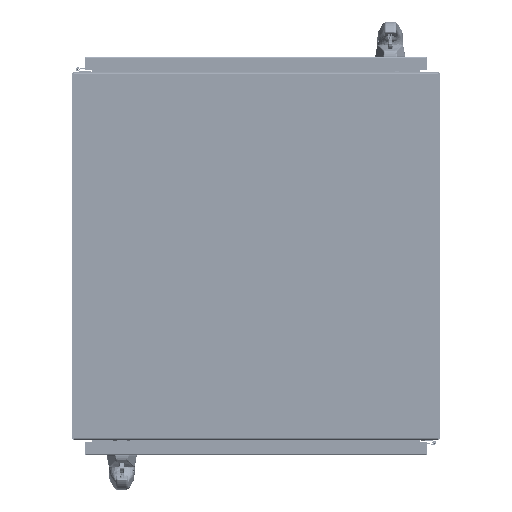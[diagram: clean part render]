
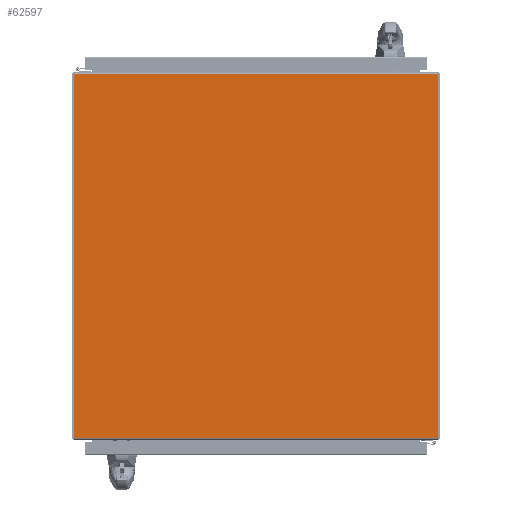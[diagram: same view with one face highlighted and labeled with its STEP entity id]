
A CAD part, front view. The second image highlights one B-rep face of the part: STEP entity #62597.
In plain terms, the highlighted face is planar.
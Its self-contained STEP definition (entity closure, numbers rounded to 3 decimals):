
#8788=PLANE($,#65338);
#9919=FACE_OUTER_BOUND($,#12541,.T.);
#12541=EDGE_LOOP($,(#47099,#47100,#47101,#47102));
#18815=LINE($,#88171,#23644);
#18821=LINE($,#88191,#23650);
#18827=LINE($,#88208,#23656);
#18829=LINE($,#88211,#23658);
#23644=VECTOR($,#71534,23.938);
#23650=VECTOR($,#71560,23.938);
#23656=VECTOR($,#71584,23.875);
#23658=VECTOR($,#71588,23.875);
#28409=VERTEX_POINT($,#88168);
#28410=VERTEX_POINT($,#88170);
#28413=VERTEX_POINT($,#88188);
#28414=VERTEX_POINT($,#88190);
#37181=EDGE_CURVE($,#28410,#28409,#18815,.T.);
#37191=EDGE_CURVE($,#28414,#28413,#18821,.T.);
#37200=EDGE_CURVE($,#28410,#28413,#18827,.T.);
#37202=EDGE_CURVE($,#28414,#28409,#18829,.T.);
#47099=ORIENTED_EDGE($,*,*,#37181,.T.);
#47100=ORIENTED_EDGE($,*,*,#37202,.F.);
#47101=ORIENTED_EDGE($,*,*,#37191,.T.);
#47102=ORIENTED_EDGE($,*,*,#37200,.F.);
#62597=ADVANCED_FACE($,(#9919),#8788,.T.);
#65338=AXIS2_PLACEMENT_3D($,#88210,#71586,#71587);
#71534=DIRECTION($,(-1.,0.,0.));
#71560=DIRECTION($,(1.,0.,0.));
#71584=DIRECTION($,(0.,-1.,0.));
#71586=DIRECTION('center_axis',(0.,0.,1.));
#71587=DIRECTION('ref_axis',(1.,0.,0.));
#71588=DIRECTION($,(0.,1.,0.));
#88168=CARTESIAN_POINT('',(-11.969,11.938,0.094));
#88170=CARTESIAN_POINT('',(11.969,11.938,0.094));
#88171=CARTESIAN_POINT($,(5.984,11.938,0.094));
#88188=CARTESIAN_POINT('',(11.969,-11.938,0.094));
#88190=CARTESIAN_POINT('',(-11.969,-11.938,0.094));
#88191=CARTESIAN_POINT($,(-5.984,-11.938,0.094));
#88208=CARTESIAN_POINT($,(11.969,12.063,0.094));
#88210=CARTESIAN_POINT('Origin',(0.,0.,
0.094));
#88211=CARTESIAN_POINT($,(-11.969,-12.063,0.094));
